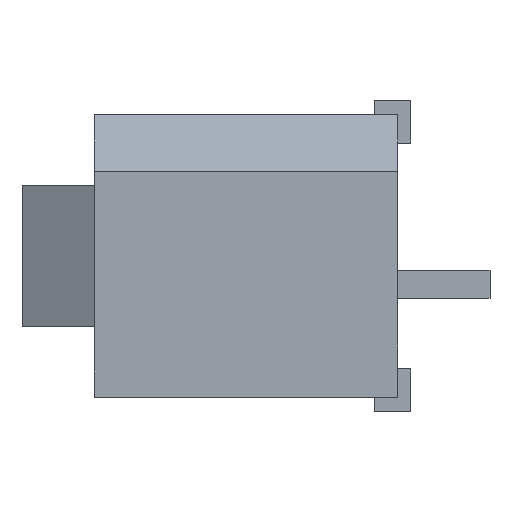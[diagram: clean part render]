
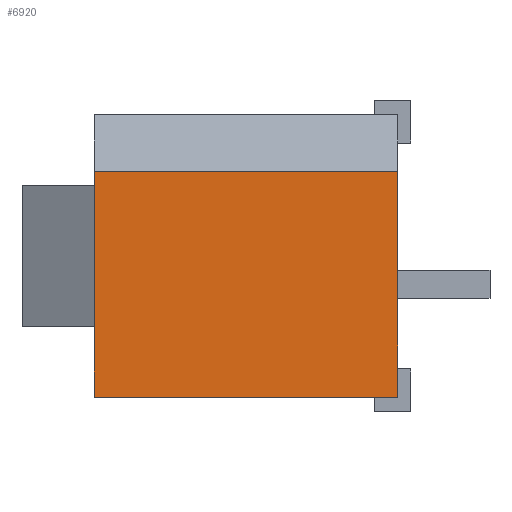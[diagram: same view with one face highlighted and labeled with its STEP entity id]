
A CAD part, left-side view. The second image highlights one B-rep face of the part: STEP entity #6920.
In plain terms, the highlighted planar face has unit normal (-1, 0, 0).
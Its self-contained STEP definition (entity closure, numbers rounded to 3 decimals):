
#387=ORIENTED_EDGE('',*,*,#2303,.T.);
#388=ORIENTED_EDGE('',*,*,#2376,.F.);
#389=ORIENTED_EDGE('',*,*,#2340,.F.);
#390=ORIENTED_EDGE('',*,*,#2377,.T.);
#391=ORIENTED_EDGE('',*,*,#2350,.F.);
#392=ORIENTED_EDGE('',*,*,#2160,.T.);
#2160=EDGE_CURVE('',#3173,#3172,#3844,.T.);
#2303=EDGE_CURVE('',#3172,#3301,#3987,.T.);
#2340=EDGE_CURVE('',#3327,#3328,#4024,.T.);
#2350=EDGE_CURVE('',#3173,#3336,#4034,.T.);
#2376=EDGE_CURVE('',#3328,#3301,#4060,.T.);
#2377=EDGE_CURVE('',#3327,#3336,#4061,.T.);
#3172=VERTEX_POINT('',#9617);
#3173=VERTEX_POINT('',#9619);
#3301=VERTEX_POINT('',#9893);
#3327=VERTEX_POINT('',#9957);
#3328=VERTEX_POINT('',#9959);
#3336=VERTEX_POINT('',#9978);
#3844=LINE('',#9618,#4812);
#3987=LINE('',#9894,#4955);
#4024=LINE('',#9958,#4992);
#4034=LINE('',#9977,#5002);
#4060=LINE('',#10027,#5028);
#4061=LINE('',#10028,#5029);
#4812=VECTOR('',#7775,1000.);
#4955=VECTOR('',#7926,1000.);
#4992=VECTOR('',#7965,1000.);
#5002=VECTOR('',#7977,1000.);
#5028=VECTOR('',#8017,1000.);
#5029=VECTOR('',#8018,1000.);
#5769=EDGE_LOOP('',(#387,#388,#389,#390,#391,#392));
#6173=FACE_BOUND('',#5769,.T.);
#6567=PLANE('',#7330);
#6920=ADVANCED_FACE('',(#6173),#6567,.F.);
#7330=AXIS2_PLACEMENT_3D('',#10026,#8015,#8016);
#7775=DIRECTION('',(0.,-1.,0.));
#7926=DIRECTION('',(0.,0.,1.));
#7965=DIRECTION('',(0.,0.,1.));
#7977=DIRECTION('',(0.,0.,1.));
#8015=DIRECTION('',(1.,0.,0.));
#8016=DIRECTION('',(0.,0.,-1.));
#8017=DIRECTION('',(0.,-1.,0.));
#8018=DIRECTION('',(0.,0.,-1.));
#9617=CARTESIAN_POINT('',(-7.75,0.,-2.5));
#9618=CARTESIAN_POINT('',(-7.75,5.375,-2.5));
#9619=CARTESIAN_POINT('',(-7.75,5.375,-2.5));
#9893=CARTESIAN_POINT('',(-7.75,0.,1.5));
#9894=CARTESIAN_POINT('',(-7.75,0.,-2.5));
#9957=CARTESIAN_POINT('',(-7.75,5.375,1.25));
#9958=CARTESIAN_POINT('',(-7.75,5.375,-2.5));
#9959=CARTESIAN_POINT('',(-7.75,5.375,1.5));
#9977=CARTESIAN_POINT('',(-7.75,5.375,-2.5));
#9978=CARTESIAN_POINT('',(-7.75,5.375,-1.25));
#10026=CARTESIAN_POINT('',(-7.75,5.375,-2.5));
#10027=CARTESIAN_POINT('',(-7.75,5.375,1.5));
#10028=CARTESIAN_POINT('',(-7.75,5.375,1.25));
